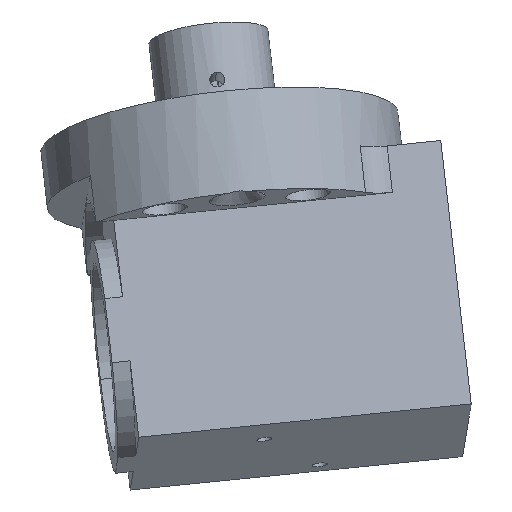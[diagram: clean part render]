
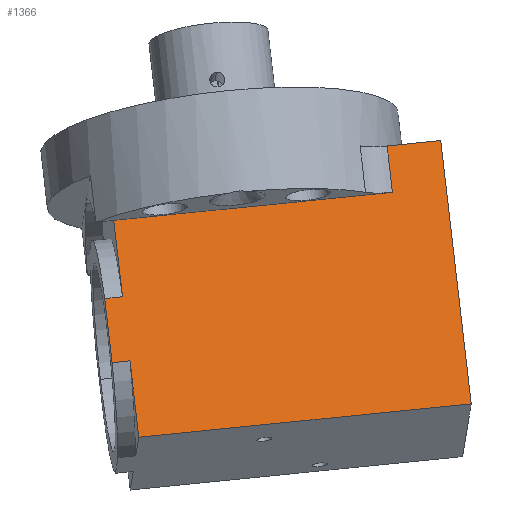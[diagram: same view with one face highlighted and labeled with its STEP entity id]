
A CAD part, left-side view. The second image highlights one B-rep face of the part: STEP entity #1366.
In plain terms, the highlighted planar face has unit normal (-0.971, -0.038, 0.235).
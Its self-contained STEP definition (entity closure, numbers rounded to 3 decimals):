
#135 = EDGE_LOOP ( 'NONE', ( #1583, #2886, #1100, #1782, #3653, #3767, #376, #2762, #2440, #2303 ) ) ;
#296 = VECTOR ( 'NONE', #1902, 1000. ) ;
#329 = CARTESIAN_POINT ( 'NONE',  ( 163.03, 56.461, 64.119 ) ) ;
#376 = ORIENTED_EDGE ( 'NONE', *, *, #4465, .F. ) ;
#385 = VERTEX_POINT ( 'NONE', #650 ) ;
#388 = PLANE ( 'NONE',  #959 ) ;
#415 = VERTEX_POINT ( 'NONE', #2055 ) ;
#460 = CARTESIAN_POINT ( 'NONE',  ( 177.002, 6.131, 113.581 ) ) ;
#495 = LINE ( 'NONE', #1898, #3510 ) ;
#595 = VECTOR ( 'NONE', #1075, 1000. ) ;
#650 = CARTESIAN_POINT ( 'NONE',  ( 165.865, 60.914, 76.554 ) ) ;
#666 = VECTOR ( 'NONE', #3280, 1000. ) ;
#674 = VECTOR ( 'NONE', #3312, 1000. ) ;
#810 = VECTOR ( 'NONE', #2691, 1000. ) ;
#824 = VERTEX_POINT ( 'NONE', #856 ) ;
#856 = CARTESIAN_POINT ( 'NONE',  ( 166.056, 57.935, 76.854 ) ) ;
#868 = DIRECTION ( 'NONE',  ( -0.064, 0.993, -0.1 ) ) ;
#911 = LINE ( 'NONE', #2326, #810 ) ;
#953 = VECTOR ( 'NONE', #2474, 1000. ) ;
#959 = AXIS2_PLACEMENT_3D ( 'NONE', #2437, #3864, #3845 ) ;
#1075 = DIRECTION ( 'NONE',  ( -0.064, 0.993, -0.1 ) ) ;
#1100 = ORIENTED_EDGE ( 'NONE', *, *, #4265, .T. ) ;
#1232 = EDGE_CURVE ( 'NONE', #4348, #415, #495, .T. ) ;
#1269 = CARTESIAN_POINT ( 'NONE',  ( 166.056, 57.935, 76.854 ) ) ;
#1313 = VERTEX_POINT ( 'NONE', #2111 ) ;
#1350 = VERTEX_POINT ( 'NONE', #2781 ) ;
#1366 = ADVANCED_FACE ( 'NONE', ( #2077 ), #388, .T. ) ;
#1583 = ORIENTED_EDGE ( 'NONE', *, *, #1232, .T. ) ;
#1621 = EDGE_CURVE ( 'NONE', #1350, #4143, #911, .T. ) ;
#1629 = EDGE_CURVE ( 'NONE', #415, #3322, #4434, .T. ) ;
#1682 = VECTOR ( 'NONE', #4549, 1000. ) ;
#1782 = ORIENTED_EDGE ( 'NONE', *, *, #4525, .F. ) ;
#1860 = LINE ( 'NONE', #460, #953 ) ;
#1898 = CARTESIAN_POINT ( 'NONE',  ( 177.002, 6.131, 113.581 ) ) ;
#1902 = DIRECTION ( 'NONE',  ( -0.064, 0.993, -0.1 ) ) ;
#2055 = CARTESIAN_POINT ( 'NONE',  ( 176.43, 15.069, 112.683 ) ) ;
#2077 = FACE_OUTER_BOUND ( 'NONE', #135, .T. ) ;
#2111 = CARTESIAN_POINT ( 'NONE',  ( 166.574, 1.053, 69.688 ) ) ;
#2163 = CARTESIAN_POINT ( 'NONE',  ( 171.621, 60.645, 100.278 ) ) ;
#2199 = LINE ( 'NONE', #2500, #595 ) ;
#2303 = ORIENTED_EDGE ( 'NONE', *, *, #3820, .F. ) ;
#2326 = CARTESIAN_POINT ( 'NONE',  ( 168.405, 62.15, 87.244 ) ) ;
#2433 = EDGE_CURVE ( 'NONE', #4079, #824, #4328, .T. ) ;
#2437 = CARTESIAN_POINT ( 'NONE',  ( 177.002, 6.131, 113.581 ) ) ;
#2440 = ORIENTED_EDGE ( 'NONE', *, *, #3523, .F. ) ;
#2474 = DIRECTION ( 'NONE',  ( -0.23, -0.112, -0.967 ) ) ;
#2500 = CARTESIAN_POINT ( 'NONE',  ( 171.621, 60.645, 100.278 ) ) ;
#2593 = LINE ( 'NONE', #1269, #296 ) ;
#2637 = LINE ( 'NONE', #3347, #666 ) ;
#2691 = DIRECTION ( 'NONE',  ( 0.064, -0.993, 0.1 ) ) ;
#2762 = ORIENTED_EDGE ( 'NONE', *, *, #2433, .F. ) ;
#2781 = CARTESIAN_POINT ( 'NONE',  ( 168.405, 62.15, 87.244 ) ) ;
#2886 = ORIENTED_EDGE ( 'NONE', *, *, #1629, .T. ) ;
#3081 = DIRECTION ( 'NONE',  ( -0.23, -0.112, -0.967 ) ) ;
#3119 = CARTESIAN_POINT ( 'NONE',  ( 168.405, 62.15, 87.244 ) ) ;
#3130 = LINE ( 'NONE', #329, #1682 ) ;
#3211 = EDGE_CURVE ( 'NONE', #385, #1350, #3465, .T. ) ;
#3280 = DIRECTION ( 'NONE',  ( 0.23, 0.112, 0.967 ) ) ;
#3312 = DIRECTION ( 'NONE',  ( 0.23, 0.112, 0.967 ) ) ;
#3322 = VERTEX_POINT ( 'NONE', #4347 ) ;
#3347 = CARTESIAN_POINT ( 'NONE',  ( 163.03, 56.461, 64.119 ) ) ;
#3465 = LINE ( 'NONE', #3119, #3718 ) ;
#3510 = VECTOR ( 'NONE', #868, 1000. ) ;
#3523 = EDGE_CURVE ( 'NONE', #1313, #4079, #3130, .T. ) ;
#3535 = CARTESIAN_POINT ( 'NONE',  ( 177.002, 6.131, 113.581 ) ) ;
#3653 = ORIENTED_EDGE ( 'NONE', *, *, #1621, .F. ) ;
#3656 = CARTESIAN_POINT ( 'NONE',  ( 163.03, 56.461, 64.119 ) ) ;
#3718 = VECTOR ( 'NONE', #4536, 1000. ) ;
#3767 = ORIENTED_EDGE ( 'NONE', *, *, #3211, .F. ) ;
#3770 = VERTEX_POINT ( 'NONE', #2163 ) ;
#3820 = EDGE_CURVE ( 'NONE', #4348, #1313, #1860, .T. ) ;
#3845 = DIRECTION ( 'NONE',  ( -0.064, 0.993, -0.1 ) ) ;
#3864 = DIRECTION ( 'NONE',  ( -0.971, -0.038, 0.235 ) ) ;
#4044 = VECTOR ( 'NONE', #3081, 1000. ) ;
#4079 = VERTEX_POINT ( 'NONE', #4081 ) ;
#4081 = CARTESIAN_POINT ( 'NONE',  ( 163.03, 56.461, 64.119 ) ) ;
#4143 = VERTEX_POINT ( 'NONE', #4519 ) ;
#4265 = EDGE_CURVE ( 'NONE', #3322, #3770, #2199, .T. ) ;
#4328 = LINE ( 'NONE', #3656, #674 ) ;
#4347 = CARTESIAN_POINT ( 'NONE',  ( 174.593, 14.174, 104.948 ) ) ;
#4348 = VERTEX_POINT ( 'NONE', #3535 ) ;
#4434 = LINE ( 'NONE', #4453, #4044 ) ;
#4453 = CARTESIAN_POINT ( 'NONE',  ( 174.593, 14.174, 104.948 ) ) ;
#4465 = EDGE_CURVE ( 'NONE', #824, #385, #2593, .T. ) ;
#4519 = CARTESIAN_POINT ( 'NONE',  ( 168.595, 59.171, 87.543 ) ) ;
#4525 = EDGE_CURVE ( 'NONE', #4143, #3770, #2637, .T. ) ;
#4536 = DIRECTION ( 'NONE',  ( 0.23, 0.112, 0.967 ) ) ;
#4549 = DIRECTION ( 'NONE',  ( -0.064, 0.993, -0.1 ) ) ;
